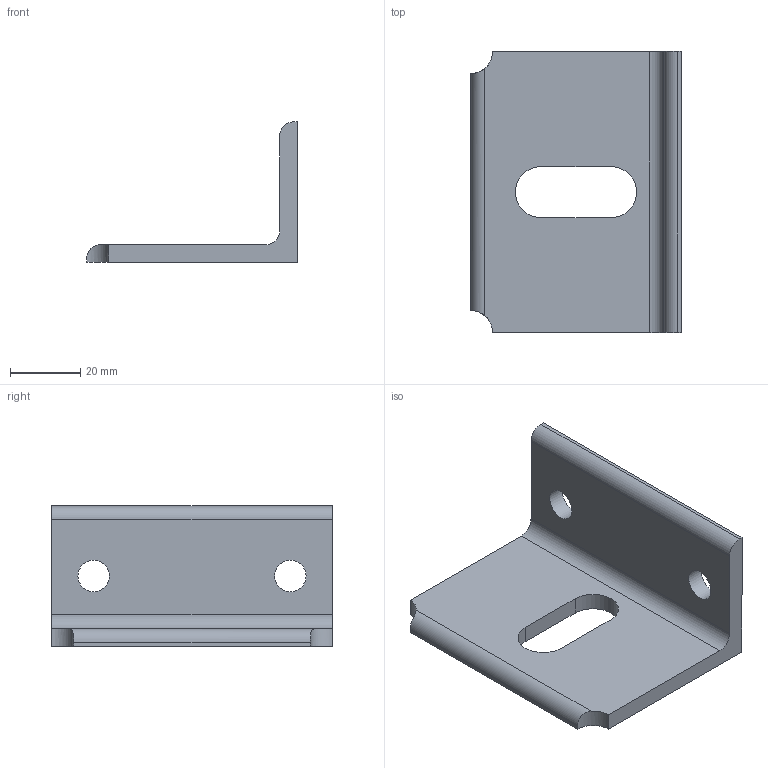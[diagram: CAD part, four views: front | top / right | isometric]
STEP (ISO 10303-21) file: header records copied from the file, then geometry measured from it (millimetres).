
FILE_DESCRIPTION((''),'2;1');
FILE_NAME('9033.stp','2007-07-10T11:24:07',('Marc'),(''),'Autodesk Inventor 2008','Autodesk Inventor 2008','');
FILE_SCHEMA(('AUTOMOTIVE_DESIGN { 1 0 10303 214 1 1 1 1 }'));
Length unit declared in the file: millimetre
Products named in the file (1): 9033
Bounding box: 60 x 80 x 40 mm (x, y, z)
Volume: 34549.2 mm3; surface area: 15948.8 mm2
Topology: 1 solids, 1 shells, 19 faces, 51 edges, 34 vertices
Faces by surface type: plane 10, cylinder 7, bspline 2
Entity records: 696 total; most frequent: CARTESIAN_POINT 182, DIRECTION 99, ORIENTED_EDGE 98, EDGE_CURVE 49, AXIS2_PLACEMENT_3D 34, VERTEX_POINT 34, VECTOR 31, LINE 31
